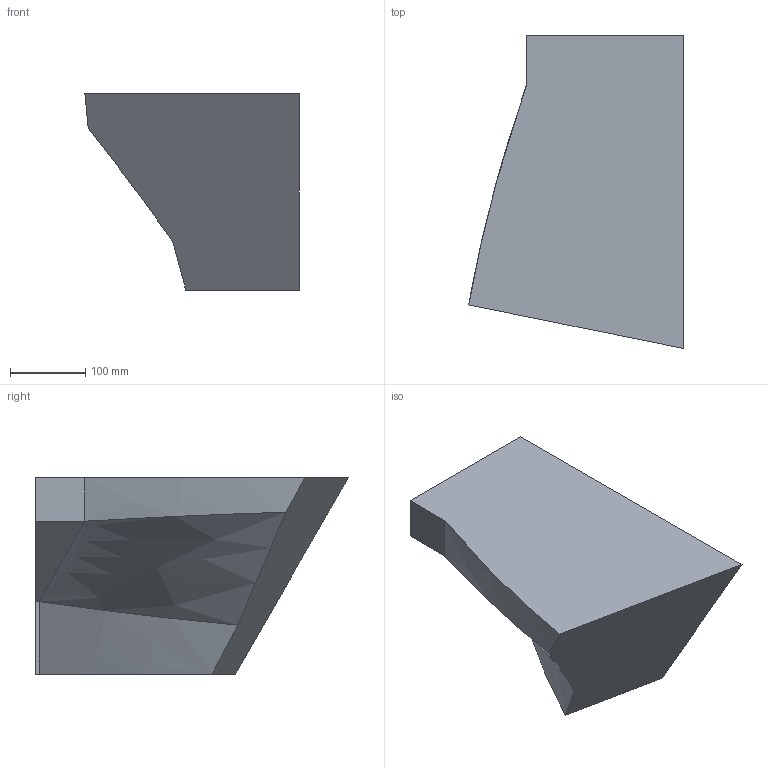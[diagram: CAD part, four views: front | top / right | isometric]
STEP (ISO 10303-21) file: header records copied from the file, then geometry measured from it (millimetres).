
FILE_DESCRIPTION(/* description */ (''),/* implementation_level */ '2;1');
FILE_NAME(/* name */ 'top1.step',/* time_stamp */ '2023-06-06T22:29:49+02:00',/* author */ (''),/* organization */ (''),/* preprocessor_version */ 'ST-DEVELOPER v19.2',/* originating_system */ 'Autodesk Translation Framework v12.4.0.73',/* authorisation */ '');
FILE_SCHEMA (('AUTOMOTIVE_DESIGN { 1 0 10303 214 3 1 1 }'));
Length unit declared in the file: millimetre
Products named in the file (1): mold
Bounding box: 284.15 x 414.78 x 260 mm (x, y, z)
Volume: 13705532 mm3; surface area: 396426.1 mm2
Topology: 1 solids, 1 shells, 11 faces, 27 edges, 18 vertices
Faces by surface type: plane 7, bspline 4
Entity records: 912 total; most frequent: CARTESIAN_POINT 646, ORIENTED_EDGE 54, DIRECTION 30, EDGE_CURVE 27, VERTEX_POINT 18, LINE 14, VECTOR 14, B_SPLINE_CURVE_WITH_KNOTS 13
